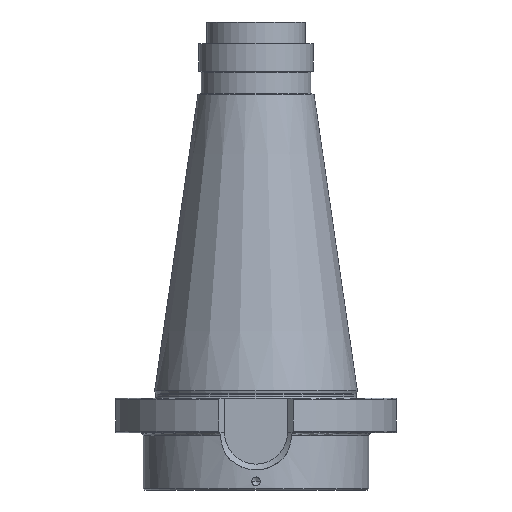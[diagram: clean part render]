
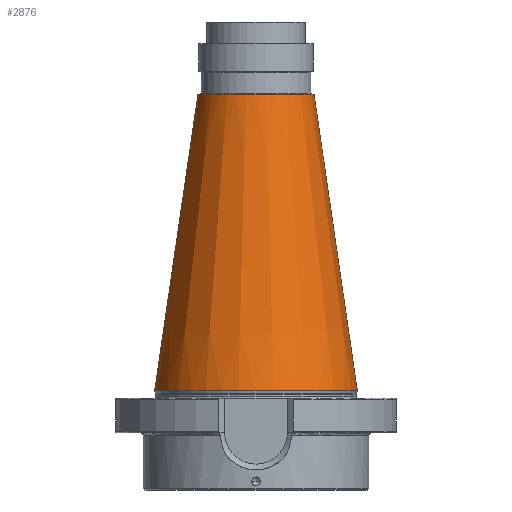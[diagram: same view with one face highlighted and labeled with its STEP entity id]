
A CAD part, left-side view. The second image highlights one B-rep face of the part: STEP entity #2876.
In plain terms, the highlighted conical face has half-angle 8.297 degrees and reference radius 27.553 mm.
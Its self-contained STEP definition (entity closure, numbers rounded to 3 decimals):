
#1160=CARTESIAN_POINT('',(0.,0.,0.7));
#1161=DIRECTION('',(0.,0.,-1.));
#1162=DIRECTION('',(0.,1.,0.));
#1163=AXIS2_PLACEMENT_3D('',#1160,#1161,#1162);
#1168=CARTESIAN_POINT('',(0.,0.,-101.8));
#1169=DIRECTION('',(0.,0.,-1.));
#1170=DIRECTION('',(0.,1.,0.));
#1171=AXIS2_PLACEMENT_3D('',#1168,#1169,#1170);
#1176=DIRECTION('',(0.,0.144,0.99));
#1177=VECTOR('',#1176,103.584);
#1178=CARTESIAN_POINT('',(0.,20.079,-101.8));
#1179=LINE('',#1178,#1177);
#1183=DIRECTION('',(0.,-0.144,0.99));
#1184=VECTOR('',#1183,103.584);
#1185=CARTESIAN_POINT('',(0.,-20.079,-101.8));
#1186=LINE('',#1185,#1184);
#1976=CARTESIAN_POINT('',(0.,35.027,0.7));
#1978=VERTEX_POINT('',#1976);
#1991=CARTESIAN_POINT('',(0.,-35.027,0.7));
#1993=VERTEX_POINT('',#1991);
#2035=CARTESIAN_POINT('',(0.,20.079,-101.8));
#2036=VERTEX_POINT('',#2035);
#2045=CARTESIAN_POINT('',(0.,-20.079,-101.8));
#2046=VERTEX_POINT('',#2045);
#2862=CARTESIAN_POINT('',(0.,0.,-50.55));
#2863=DIRECTION('',(0.,0.,1.));
#2864=DIRECTION('',(0.,1.,0.));
#2865=AXIS2_PLACEMENT_3D('',#2862,#2863,#2864);
#2866=CONICAL_SURFACE('',#2865,27.553,8.297);
#2868=ORIENTED_EDGE('',*,*,#2867,.F.);
#2870=ORIENTED_EDGE('',*,*,#2869,.T.);
#2872=ORIENTED_EDGE('',*,*,#2871,.T.);
#2873=ORIENTED_EDGE('',*,*,#2855,.F.);
#2874=EDGE_LOOP('',(#2868,#2870,#2872,#2873));
#2875=FACE_OUTER_BOUND('',#2874,.F.);
#2876=ADVANCED_FACE('',(#2875),#2866,.T.);
#1164=CIRCLE('',#1163,35.027);
#1172=CIRCLE('',#1171,20.079);
#2855=EDGE_CURVE('',#1978,#1993,#1164,.T.);
#2867=EDGE_CURVE('',#2036,#1978,#1179,.T.);
#2869=EDGE_CURVE('',#2036,#2046,#1172,.T.);
#2871=EDGE_CURVE('',#2046,#1993,#1186,.T.);
